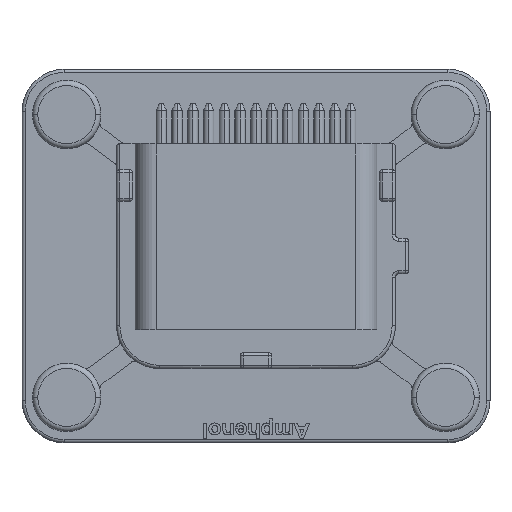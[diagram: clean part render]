
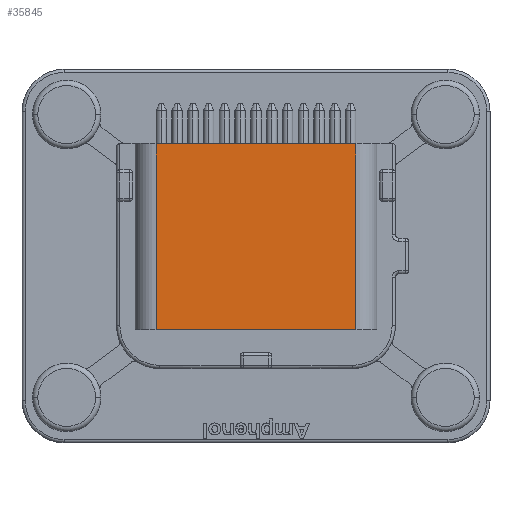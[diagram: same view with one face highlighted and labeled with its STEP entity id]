
A CAD part, front view. The second image highlights one B-rep face of the part: STEP entity #35845.
In plain terms, the highlighted planar face has unit normal (0, -1, 0).
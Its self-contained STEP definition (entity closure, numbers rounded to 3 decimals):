
#12060=DIRECTION('',(-1.,0.,0.));
#12061=VECTOR('',#12060,19.);
#12062=CARTESIAN_POINT('',(9.5,-23.9,-7.));
#12063=LINE('',#12062,#12061);
#12085=DIRECTION('',(0.,0.,1.));
#12086=VECTOR('',#12085,15.9);
#12087=CARTESIAN_POINT('',(-9.5,-23.9,-7.));
#12088=LINE('',#12087,#12086);
#12093=DIRECTION('',(0.,0.,1.));
#12094=VECTOR('',#12093,0.2);
#12095=CARTESIAN_POINT('',(-9.5,-23.9,10.5));
#12096=LINE('',#12095,#12094);
#12097=DIRECTION('',(0.,0.,-1.));
#12098=VECTOR('',#12097,1.6);
#12099=CARTESIAN_POINT('',(9.5,-23.9,10.5));
#12100=LINE('',#12099,#12098);
#12101=DIRECTION('',(0.,0.,1.));
#12102=VECTOR('',#12101,15.9);
#12103=CARTESIAN_POINT('',(9.5,-23.9,-7.));
#12104=LINE('',#12103,#12102);
#12105=DIRECTION('',(0.,0.,1.));
#12106=VECTOR('',#12105,1.6);
#12107=CARTESIAN_POINT('',(-9.5,-23.9,8.9));
#12108=LINE('',#12107,#12106);
#12109=DIRECTION('',(0.,0.,1.));
#12110=VECTOR('',#12109,0.2);
#12111=CARTESIAN_POINT('',(9.5,-23.9,10.5));
#12112=LINE('',#12111,#12110);
#12142=DIRECTION('',(-1.,0.,0.));
#12143=VECTOR('',#12142,19.);
#12144=CARTESIAN_POINT('',(9.5,-23.9,10.7));
#12145=LINE('',#12144,#12143);
#17461=CARTESIAN_POINT('',(9.5,-23.9,-7.));
#17463=VERTEX_POINT('',#17461);
#17464=CARTESIAN_POINT('',(-9.5,-23.9,-7.));
#17465=VERTEX_POINT('',#17464);
#17469=CARTESIAN_POINT('',(9.5,-23.9,10.7));
#17471=VERTEX_POINT('',#17469);
#17472=CARTESIAN_POINT('',(-9.5,-23.9,10.7));
#17473=VERTEX_POINT('',#17472);
#17588=CARTESIAN_POINT('',(9.5,-23.9,10.5));
#17589=CARTESIAN_POINT('',(9.5,-23.9,8.9));
#17590=VERTEX_POINT('',#17588);
#17591=VERTEX_POINT('',#17589);
#17592=CARTESIAN_POINT('',(-9.5,-23.9,8.9));
#17593=CARTESIAN_POINT('',(-9.5,-23.9,10.5));
#17594=VERTEX_POINT('',#17592);
#17595=VERTEX_POINT('',#17593);
#35826=CARTESIAN_POINT('',(0.,-23.9,9.7));
#35827=DIRECTION('',(0.,1.,0.));
#35828=DIRECTION('',(1.,0.,0.));
#35829=AXIS2_PLACEMENT_3D('',#35826,#35827,#35828);
#35830=PLANE('',#35829);
#35832=ORIENTED_EDGE('',*,*,#35831,.T.);
#35834=ORIENTED_EDGE('',*,*,#35833,.F.);
#35835=ORIENTED_EDGE('',*,*,#35779,.T.);
#35836=ORIENTED_EDGE('',*,*,#35813,.T.);
#35837=ORIENTED_EDGE('',*,*,#35811,.T.);
#35838=ORIENTED_EDGE('',*,*,#35821,.T.);
#35840=ORIENTED_EDGE('',*,*,#35839,.F.);
#35842=ORIENTED_EDGE('',*,*,#35841,.F.);
#35843=EDGE_LOOP('',(#35832,#35834,#35835,#35836,#35837,#35838,#35840,#35842));
#35844=FACE_OUTER_BOUND('',#35843,.F.);
#35845=ADVANCED_FACE('',(#35844),#35830,.F.);
#35779=EDGE_CURVE('',#17463,#17465,#12063,.T.);
#35811=EDGE_CURVE('',#17594,#17595,#12108,.T.);
#35813=EDGE_CURVE('',#17465,#17594,#12088,.T.);
#35821=EDGE_CURVE('',#17595,#17473,#12096,.T.);
#35831=EDGE_CURVE('',#17590,#17591,#12100,.T.);
#35833=EDGE_CURVE('',#17463,#17591,#12104,.T.);
#35839=EDGE_CURVE('',#17471,#17473,#12145,.T.);
#35841=EDGE_CURVE('',#17590,#17471,#12112,.T.);
